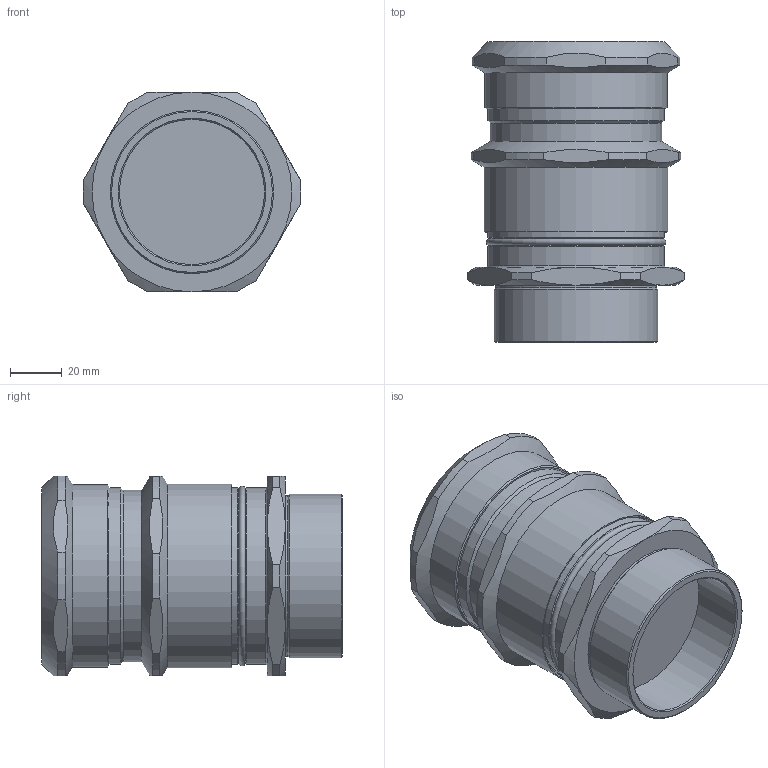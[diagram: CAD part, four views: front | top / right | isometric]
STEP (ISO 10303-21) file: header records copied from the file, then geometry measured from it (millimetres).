
FILE_DESCRIPTION(/* description */ ('ВКБ3-НС-M63-51-57'),/* implementation_level */ '2;1');
FILE_NAME(/* name */ '',/* time_stamp */ '2025-07-07T14:54:50+07:00',/* author */ ('zeta-86'),/* organization */ (''),/* preprocessor_version */ 'ST-DEVELOPER v19.2',/* originating_system */ 'Autodesk Inventor 2024',/* authorisation */ '');
FILE_SCHEMA (('AUTOMOTIVE_DESIGN { 1 0 10303 214 3 1 1 }'));
Length unit declared in the file: millimetre
Products named in the file (1): zeta34613
Bounding box: 83.91 x 116.02 x 77 mm (x, y, z)
Volume: 393063 mm3; surface area: 44453.3 mm2
Topology: 1 solids, 1 shells, 84 faces, 201 edges, 126 vertices
Faces by surface type: plane 33, cone 25, cylinder 24, torus 2
Full cylindrical faces by diameter (mm): 56 x1, 57.5 x1, 62 x1, 63 x1, 64.8 x2, 66 x1, 68 x3, 70.4 x1, 70.9 x1
Entity records: 2416 total; most frequent: CARTESIAN_POINT 532, ORIENTED_EDGE 402, DIRECTION 391, EDGE_CURVE 201, AXIS2_PLACEMENT_3D 165, VERTEX_POINT 126, EDGE_LOOP 91, FACE_OUTER_BOUND 84
